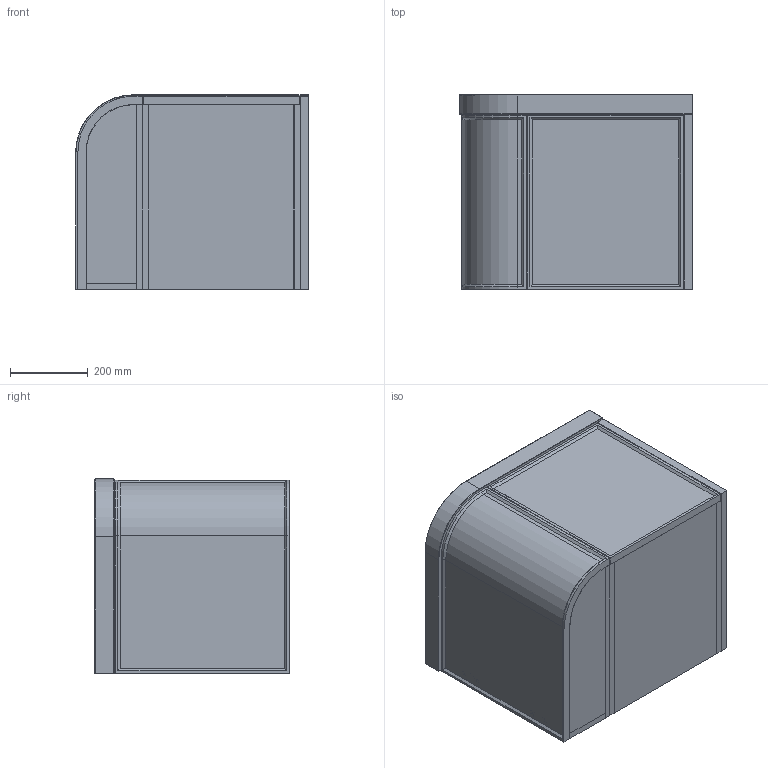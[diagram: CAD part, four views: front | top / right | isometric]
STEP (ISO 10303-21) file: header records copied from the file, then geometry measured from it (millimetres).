
FILE_DESCRIPTION (( 'STEP AP214' ), '1' );
FILE_NAME ('2355586.STEP', '2023-09-29T00:41:10', ( '' ), ( '' ), 'SwSTEP 2.0', 'SolidWorks 2021', '' );
FILE_SCHEMA (( 'AUTOMOTIVE_DESIGN' ));
Length unit declared in the file: millimetre
Products named in the file (9): 750 Door Kado Era; Filler Panel; Kado Era 750 Carcass (DOOR); 2355586; Kado Era Curved End Panel; Kado Era 600 (Door) SINGLE END; End Carcass LEFT; 600 Benchtop (50mm) SINGLE END (NO CUTOUT)
Assembly tree (8 placements, depth 4):
  2355586
    Kado Era 600 (Door) SINGLE END
      Kado Era 750 Carcass (DOOR)
      Kado Era Curved End Panel
      End Carcass LEFT
      750 Door Kado Era
        750 Door Kado Era
      Filler Panel
      600 Benchtop (50mm) SINGLE END (NO CUTOUT)
Bounding box: 598.5 x 500 x 500 mm (x, y, z)
Volume: 37519402.8 mm3; surface area: 5153972.9 mm2
Topology: 15 solids, 15 shells, 243 faces, 507 edges, 318 vertices
Faces by surface type: plane 150, cylinder 81, sphere 8, cone 4
Entity records: 7235 total; most frequent: DIRECTION 1175, CARTESIAN_POINT 1073, ORIENTED_EDGE 998, EDGE_CURVE 499, AXIS2_PLACEMENT_3D 420, VECTOR 335, LINE 335, VERTEX_POINT 318
